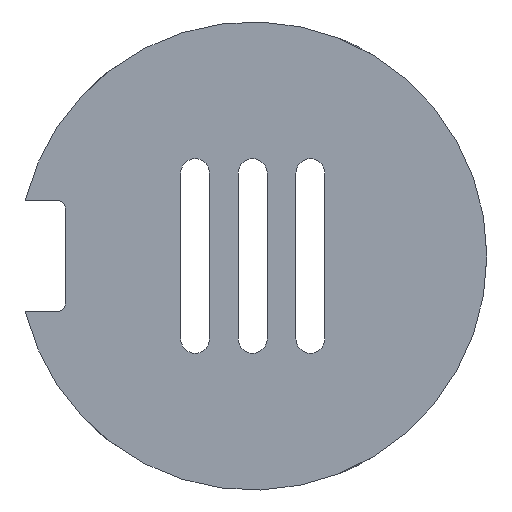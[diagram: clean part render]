
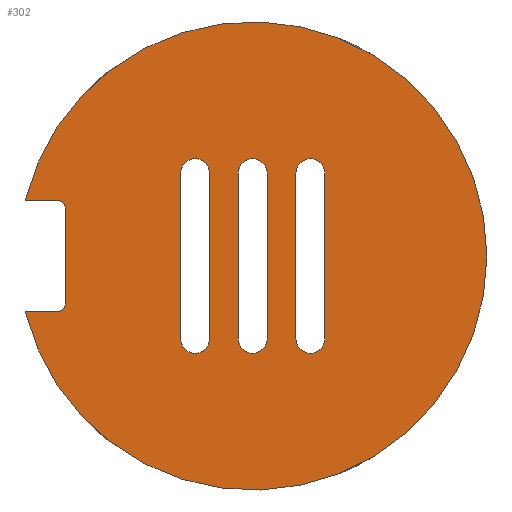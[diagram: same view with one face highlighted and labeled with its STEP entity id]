
A CAD part, front view. The second image highlights one B-rep face of the part: STEP entity #302.
In plain terms, the highlighted planar face has unit normal (0, -1, 0).
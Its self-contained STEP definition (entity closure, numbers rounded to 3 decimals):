
#137=CARTESIAN_POINT('Axis2P3D Location',(0.,0.,0.)) ;
#142=CARTESIAN_POINT('Line Origine',(-26.,0.,0.)) ;
#146=CARTESIAN_POINT('Vertex',(-26.,0.,6.65)) ;
#148=CARTESIAN_POINT('Vertex',(-26.,0.,-6.65)) ;
#151=CARTESIAN_POINT('Axis2P3D Location',(-27.,0.,-6.65)) ;
#155=CARTESIAN_POINT('Vertex',(-27.,0.,-7.65)) ;
#158=CARTESIAN_POINT('Line Origine',(-29.293,0.,-7.65)) ;
#162=CARTESIAN_POINT('Vertex',(-31.587,0.,-7.65)) ;
#165=CARTESIAN_POINT('Axis2P3D Location',(0.,0.,0.)) ;
#169=CARTESIAN_POINT('Vertex',(32.5,0.,0.)) ;
#172=CARTESIAN_POINT('Axis2P3D Location',(0.,0.,0.)) ;
#176=CARTESIAN_POINT('Vertex',(-31.587,0.,7.65)) ;
#179=CARTESIAN_POINT('Line Origine',(-29.293,0.,7.65)) ;
#183=CARTESIAN_POINT('Vertex',(-27.,0.,7.65)) ;
#186=CARTESIAN_POINT('Axis2P3D Location',(-27.,0.,6.65)) ;
#200=CARTESIAN_POINT('Line Origine',(2.,0.,0.)) ;
#204=CARTESIAN_POINT('Vertex',(2.,0.,11.5)) ;
#206=CARTESIAN_POINT('Vertex',(2.,0.,-11.5)) ;
#209=CARTESIAN_POINT('Axis2P3D Location',(0.,0.,-11.5)) ;
#213=CARTESIAN_POINT('Vertex',(-2.,0.,-11.5)) ;
#216=CARTESIAN_POINT('Line Origine',(-2.,0.,0.)) ;
#220=CARTESIAN_POINT('Vertex',(-2.,0.,11.5)) ;
#223=CARTESIAN_POINT('Axis2P3D Location',(0.,0.,11.5)) ;
#234=CARTESIAN_POINT('Line Origine',(10.,0.,0.)) ;
#238=CARTESIAN_POINT('Vertex',(10.,0.,11.5)) ;
#240=CARTESIAN_POINT('Vertex',(10.,0.,-11.5)) ;
#243=CARTESIAN_POINT('Axis2P3D Location',(8.,0.,-11.5)) ;
#247=CARTESIAN_POINT('Vertex',(6.,0.,-11.5)) ;
#250=CARTESIAN_POINT('Line Origine',(6.,0.,0.)) ;
#254=CARTESIAN_POINT('Vertex',(6.,0.,11.5)) ;
#257=CARTESIAN_POINT('Axis2P3D Location',(8.,0.,11.5)) ;
#268=CARTESIAN_POINT('Line Origine',(-6.,0.,0.)) ;
#272=CARTESIAN_POINT('Vertex',(-6.,0.,11.5)) ;
#274=CARTESIAN_POINT('Vertex',(-6.,0.,-11.5)) ;
#277=CARTESIAN_POINT('Axis2P3D Location',(-8.,0.,-11.5)) ;
#281=CARTESIAN_POINT('Vertex',(-10.,0.,-11.5)) ;
#284=CARTESIAN_POINT('Line Origine',(-10.,0.,0.)) ;
#288=CARTESIAN_POINT('Vertex',(-10.,0.,11.5)) ;
#291=CARTESIAN_POINT('Axis2P3D Location',(-8.,0.,11.5)) ;
#138=DIRECTION('Axis2P3D Direction',(0.,1.,-0.)) ;
#139=DIRECTION('Axis2P3D XDirection',(-1.,0.,0.)) ;
#143=DIRECTION('Vector Direction',(0.,0.,-1.)) ;
#152=DIRECTION('Axis2P3D Direction',(0.,1.,-0.)) ;
#159=DIRECTION('Vector Direction',(1.,0.,0.)) ;
#166=DIRECTION('Axis2P3D Direction',(0.,1.,-0.)) ;
#173=DIRECTION('Axis2P3D Direction',(0.,1.,-0.)) ;
#180=DIRECTION('Vector Direction',(1.,0.,0.)) ;
#187=DIRECTION('Axis2P3D Direction',(0.,1.,-0.)) ;
#201=DIRECTION('Vector Direction',(0.,0.,-1.)) ;
#210=DIRECTION('Axis2P3D Direction',(0.,1.,-0.)) ;
#217=DIRECTION('Vector Direction',(0.,0.,1.)) ;
#224=DIRECTION('Axis2P3D Direction',(0.,1.,-0.)) ;
#235=DIRECTION('Vector Direction',(0.,0.,-1.)) ;
#244=DIRECTION('Axis2P3D Direction',(0.,1.,-0.)) ;
#251=DIRECTION('Vector Direction',(0.,0.,1.)) ;
#258=DIRECTION('Axis2P3D Direction',(0.,1.,-0.)) ;
#269=DIRECTION('Vector Direction',(0.,0.,-1.)) ;
#278=DIRECTION('Axis2P3D Direction',(0.,1.,-0.)) ;
#285=DIRECTION('Vector Direction',(0.,0.,1.)) ;
#292=DIRECTION('Axis2P3D Direction',(0.,1.,-0.)) ;
#140=AXIS2_PLACEMENT_3D('Plane Axis2P3D',#137,#138,#139) ;
#153=AXIS2_PLACEMENT_3D('Circle Axis2P3D',#151,#152,$) ;
#167=AXIS2_PLACEMENT_3D('Circle Axis2P3D',#165,#166,$) ;
#174=AXIS2_PLACEMENT_3D('Circle Axis2P3D',#172,#173,$) ;
#188=AXIS2_PLACEMENT_3D('Circle Axis2P3D',#186,#187,$) ;
#211=AXIS2_PLACEMENT_3D('Circle Axis2P3D',#209,#210,$) ;
#225=AXIS2_PLACEMENT_3D('Circle Axis2P3D',#223,#224,$) ;
#245=AXIS2_PLACEMENT_3D('Circle Axis2P3D',#243,#244,$) ;
#259=AXIS2_PLACEMENT_3D('Circle Axis2P3D',#257,#258,$) ;
#279=AXIS2_PLACEMENT_3D('Circle Axis2P3D',#277,#278,$) ;
#293=AXIS2_PLACEMENT_3D('Circle Axis2P3D',#291,#292,$) ;
#192=ORIENTED_EDGE('',*,*,#150,.T.) ;
#193=ORIENTED_EDGE('',*,*,#157,.T.) ;
#194=ORIENTED_EDGE('',*,*,#164,.F.) ;
#195=ORIENTED_EDGE('',*,*,#171,.F.) ;
#196=ORIENTED_EDGE('',*,*,#178,.F.) ;
#197=ORIENTED_EDGE('',*,*,#185,.T.) ;
#198=ORIENTED_EDGE('',*,*,#190,.T.) ;
#229=ORIENTED_EDGE('',*,*,#208,.T.) ;
#230=ORIENTED_EDGE('',*,*,#215,.T.) ;
#231=ORIENTED_EDGE('',*,*,#222,.T.) ;
#232=ORIENTED_EDGE('',*,*,#227,.T.) ;
#263=ORIENTED_EDGE('',*,*,#242,.T.) ;
#264=ORIENTED_EDGE('',*,*,#249,.T.) ;
#265=ORIENTED_EDGE('',*,*,#256,.T.) ;
#266=ORIENTED_EDGE('',*,*,#261,.T.) ;
#297=ORIENTED_EDGE('',*,*,#276,.T.) ;
#298=ORIENTED_EDGE('',*,*,#283,.T.) ;
#299=ORIENTED_EDGE('',*,*,#290,.T.) ;
#300=ORIENTED_EDGE('',*,*,#295,.T.) ;
#233=FACE_BOUND('',#228,.T.) ;
#267=FACE_BOUND('',#262,.T.) ;
#301=FACE_BOUND('',#296,.T.) ;
#144=VECTOR('Line Direction',#143,1.) ;
#160=VECTOR('Line Direction',#159,1.) ;
#181=VECTOR('Line Direction',#180,1.) ;
#202=VECTOR('Line Direction',#201,1.) ;
#218=VECTOR('Line Direction',#217,1.) ;
#236=VECTOR('Line Direction',#235,1.) ;
#252=VECTOR('Line Direction',#251,1.) ;
#270=VECTOR('Line Direction',#269,1.) ;
#286=VECTOR('Line Direction',#285,1.) ;
#302=ADVANCED_FACE('Corps principal',(#199,#233,#267,#301),#141,.F.) ;
#154=CIRCLE('generated circle',#153,1.) ;
#168=CIRCLE('generated circle',#167,32.5) ;
#175=CIRCLE('generated circle',#174,32.5) ;
#189=CIRCLE('generated circle',#188,1.) ;
#212=CIRCLE('generated circle',#211,2.) ;
#226=CIRCLE('generated circle',#225,2.) ;
#246=CIRCLE('generated circle',#245,2.) ;
#260=CIRCLE('generated circle',#259,2.) ;
#280=CIRCLE('generated circle',#279,2.) ;
#294=CIRCLE('generated circle',#293,2.) ;
#150=EDGE_CURVE('',#147,#149,#145,.T.) ;
#157=EDGE_CURVE('',#149,#156,#154,.T.) ;
#164=EDGE_CURVE('',#163,#156,#161,.T.) ;
#171=EDGE_CURVE('',#170,#163,#168,.T.) ;
#178=EDGE_CURVE('',#177,#170,#175,.T.) ;
#185=EDGE_CURVE('',#177,#184,#182,.T.) ;
#190=EDGE_CURVE('',#184,#147,#189,.T.) ;
#208=EDGE_CURVE('',#205,#207,#203,.T.) ;
#215=EDGE_CURVE('',#207,#214,#212,.T.) ;
#222=EDGE_CURVE('',#214,#221,#219,.T.) ;
#227=EDGE_CURVE('',#221,#205,#226,.T.) ;
#242=EDGE_CURVE('',#239,#241,#237,.T.) ;
#249=EDGE_CURVE('',#241,#248,#246,.T.) ;
#256=EDGE_CURVE('',#248,#255,#253,.T.) ;
#261=EDGE_CURVE('',#255,#239,#260,.T.) ;
#276=EDGE_CURVE('',#273,#275,#271,.T.) ;
#283=EDGE_CURVE('',#275,#282,#280,.T.) ;
#290=EDGE_CURVE('',#282,#289,#287,.T.) ;
#295=EDGE_CURVE('',#289,#273,#294,.T.) ;
#191=EDGE_LOOP('',(#192,#193,#194,#195,#196,#197,#198)) ;
#228=EDGE_LOOP('',(#229,#230,#231,#232)) ;
#262=EDGE_LOOP('',(#263,#264,#265,#266)) ;
#296=EDGE_LOOP('',(#297,#298,#299,#300)) ;
#199=FACE_OUTER_BOUND('',#191,.T.) ;
#145=LINE('Line',#142,#144) ;
#161=LINE('Line',#158,#160) ;
#182=LINE('Line',#179,#181) ;
#203=LINE('Line',#200,#202) ;
#219=LINE('Line',#216,#218) ;
#237=LINE('Line',#234,#236) ;
#253=LINE('Line',#250,#252) ;
#271=LINE('Line',#268,#270) ;
#287=LINE('Line',#284,#286) ;
#141=PLANE('Plane',#140) ;
#147=VERTEX_POINT('',#146) ;
#149=VERTEX_POINT('',#148) ;
#156=VERTEX_POINT('',#155) ;
#163=VERTEX_POINT('',#162) ;
#170=VERTEX_POINT('',#169) ;
#177=VERTEX_POINT('',#176) ;
#184=VERTEX_POINT('',#183) ;
#205=VERTEX_POINT('',#204) ;
#207=VERTEX_POINT('',#206) ;
#214=VERTEX_POINT('',#213) ;
#221=VERTEX_POINT('',#220) ;
#239=VERTEX_POINT('',#238) ;
#241=VERTEX_POINT('',#240) ;
#248=VERTEX_POINT('',#247) ;
#255=VERTEX_POINT('',#254) ;
#273=VERTEX_POINT('',#272) ;
#275=VERTEX_POINT('',#274) ;
#282=VERTEX_POINT('',#281) ;
#289=VERTEX_POINT('',#288) ;
